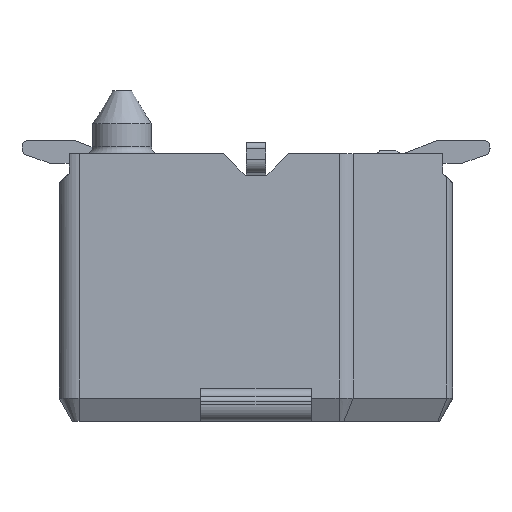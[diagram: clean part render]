
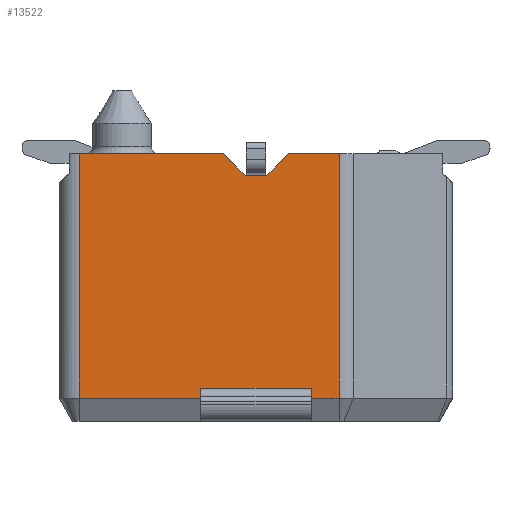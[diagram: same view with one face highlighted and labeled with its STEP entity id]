
A CAD part, left-side view. The second image highlights one B-rep face of the part: STEP entity #13522.
In plain terms, the highlighted planar face has unit normal (-1, 0, 0).
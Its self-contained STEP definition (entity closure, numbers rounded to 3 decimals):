
#9767=CARTESIAN_POINT('',(-10.,-1.261,4.06));
#9768=VERTEX_POINT('',#9767);
#9776=CARTESIAN_POINT('',(-10.,-1.261,0.35));
#9777=VERTEX_POINT('',#9776);
#9778=CARTESIAN_POINT('',(-10.,-1.261,4.06));
#9779=DIRECTION('',(0.,0.,-1.));
#9780=VECTOR('',#9779,3.71);
#9781=LINE('',#9778,#9780);
#9782=EDGE_CURVE('',#9768,#9777,#9781,.T.);
#10066=CARTESIAN_POINT('',(-10.,2.685,0.35));
#10067=VERTEX_POINT('',#10066);
#12595=CARTESIAN_POINT('',(-10.,2.685,4.06));
#12596=VERTEX_POINT('',#12595);
#12597=CARTESIAN_POINT('',(-10.,2.685,0.35));
#12598=DIRECTION('',(0.,0.,1.));
#12599=VECTOR('',#12598,3.71);
#12600=LINE('',#12597,#12599);
#12601=EDGE_CURVE('',#10067,#12596,#12600,.T.);
#12651=CARTESIAN_POINT('',(-10.,-0.165,3.73));
#12652=VERTEX_POINT('',#12651);
#12669=CARTESIAN_POINT('',(-10.,0.165,3.73));
#12670=VERTEX_POINT('',#12669);
#12677=CARTESIAN_POINT('',(-10.,0.165,3.73));
#12678=DIRECTION('',(0.,-1.,0.));
#12679=VECTOR('',#12678,0.33);
#12680=LINE('',#12677,#12679);
#12681=EDGE_CURVE('',#12670,#12652,#12680,.T.);
#12802=CARTESIAN_POINT('',(-10.,0.495,4.06));
#12803=VERTEX_POINT('',#12802);
#12804=CARTESIAN_POINT('',(-10.,0.495,4.06));
#12805=DIRECTION('',(0.,-0.707,-0.707));
#12806=VECTOR('',#12805,0.467);
#12807=LINE('',#12804,#12806);
#12808=EDGE_CURVE('',#12803,#12670,#12807,.T.);
#12904=CARTESIAN_POINT('',(-10.,-0.495,4.06));
#12905=VERTEX_POINT('',#12904);
#12921=CARTESIAN_POINT('',(-10.,-0.165,3.73));
#12922=DIRECTION('',(0.,-0.707,0.707));
#12923=VECTOR('',#12922,0.467);
#12924=LINE('',#12921,#12923);
#12925=EDGE_CURVE('',#12652,#12905,#12924,.T.);
#13385=CARTESIAN_POINT('',(-10.,0.84,0.35));
#13386=VERTEX_POINT('',#13385);
#13393=CARTESIAN_POINT('',(-10.,0.84,0.35));
#13394=DIRECTION('',(0.,1.,0.));
#13395=VECTOR('',#13394,1.845);
#13396=LINE('',#13393,#13395);
#13397=EDGE_CURVE('',#13386,#10067,#13396,.T.);
#13408=CARTESIAN_POINT('',(-10.,-0.84,0.35));
#13409=VERTEX_POINT('',#13408);
#13410=CARTESIAN_POINT('',(-10.,-1.261,0.35));
#13411=DIRECTION('',(0.,1.,0.));
#13412=VECTOR('',#13411,0.421);
#13413=LINE('',#13410,#13412);
#13414=EDGE_CURVE('',#9777,#13409,#13413,.T.);
#13474=CARTESIAN_POINT('',(-10.,0.8,2.03));
#13475=DIRECTION('',(0.,-1.,0.));
#13476=DIRECTION('',(-1.,0.,0.));
#13477=AXIS2_PLACEMENT_3D('',#13474,#13476,#13475);
#13478=PLANE('',#13477);
#13479=ORIENTED_EDGE('',*,*,#12681,.F.);
#13480=ORIENTED_EDGE('',*,*,#12808,.F.);
#13481=CARTESIAN_POINT('',(-10.,2.685,4.06));
#13482=DIRECTION('',(0.,-1.,0.));
#13483=VECTOR('',#13482,2.19);
#13484=LINE('',#13481,#13483);
#13485=EDGE_CURVE('',#12596,#12803,#13484,.T.);
#13486=ORIENTED_EDGE('',*,*,#13485,.F.);
#13487=ORIENTED_EDGE('',*,*,#12601,.F.);
#13488=ORIENTED_EDGE('',*,*,#13397,.F.);
#13489=CARTESIAN_POINT('',(-10.,0.84,0.5));
#13490=VERTEX_POINT('',#13489);
#13491=CARTESIAN_POINT('',(-10.,0.84,0.35));
#13492=DIRECTION('',(0.,0.,1.));
#13493=VECTOR('',#13492,0.15);
#13494=LINE('',#13491,#13493);
#13495=EDGE_CURVE('',#13386,#13490,#13494,.T.);
#13496=ORIENTED_EDGE('',*,*,#13495,.T.);
#13497=CARTESIAN_POINT('',(-10.,-0.84,0.5));
#13498=VERTEX_POINT('',#13497);
#13499=CARTESIAN_POINT('',(-10.,0.84,0.5));
#13500=DIRECTION('',(0.,-1.,0.));
#13501=VECTOR('',#13500,1.68);
#13502=LINE('',#13499,#13501);
#13503=EDGE_CURVE('',#13490,#13498,#13502,.T.);
#13504=ORIENTED_EDGE('',*,*,#13503,.T.);
#13505=CARTESIAN_POINT('',(-10.,-0.84,0.5));
#13506=DIRECTION('',(0.,0.,-1.));
#13507=VECTOR('',#13506,0.15);
#13508=LINE('',#13505,#13507);
#13509=EDGE_CURVE('',#13498,#13409,#13508,.T.);
#13510=ORIENTED_EDGE('',*,*,#13509,.T.);
#13511=ORIENTED_EDGE('',*,*,#13414,.F.);
#13512=ORIENTED_EDGE('',*,*,#9782,.F.);
#13513=CARTESIAN_POINT('',(-10.,-0.495,4.06));
#13514=DIRECTION('',(0.,-1.,0.));
#13515=VECTOR('',#13514,0.766);
#13516=LINE('',#13513,#13515);
#13517=EDGE_CURVE('',#12905,#9768,#13516,.T.);
#13518=ORIENTED_EDGE('',*,*,#13517,.F.);
#13519=ORIENTED_EDGE('',*,*,#12925,.F.);
#13520=EDGE_LOOP('',(#13479,#13480,#13486,#13487,#13488,#13496,#13504,#13510,#13511,#13512,#13518,#13519));
#13521=FACE_OUTER_BOUND('',#13520,.T.);
#13522=ADVANCED_FACE('',(#13521),#13478,.T.);
